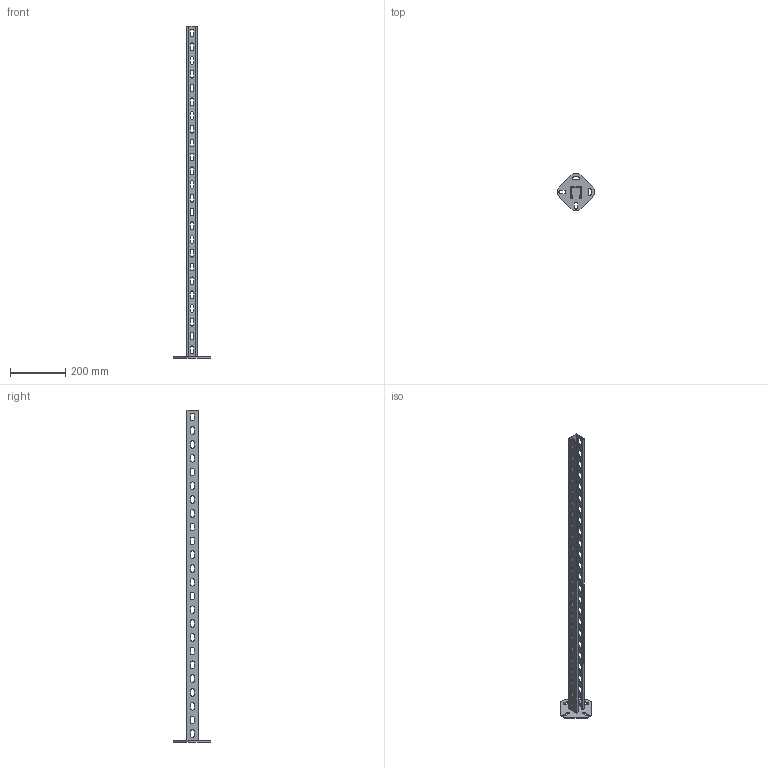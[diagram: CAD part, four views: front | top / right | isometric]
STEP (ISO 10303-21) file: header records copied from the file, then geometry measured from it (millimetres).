
FILE_DESCRIPTION (( 'STEP AP214' ), '1' );
FILE_NAME ('6342800.STEP', '2019-12-02T11:54:54', ( '' ), ( '' ), 'SwSTEP 2.0', 'SolidWorks 2018', '' );
FILE_SCHEMA (( 'AUTOMOTIVE_DESIGN' ));
Length unit declared in the file: millimetre
Products named in the file (3): 6342800; 055764_H=31,5; 026840_L=1200
Assembly tree (2 placements, depth 2):
  6342800
    055764_H=31,5
    026840_L=1200
Bounding box: 134.35 x 134.35 x 1205 mm (x, y, z)
Volume: 407280.5 mm3; surface area: 327443.9 mm2
Topology: 2 solids, 2 shells, 430 faces, 1278 edges, 852 vertices
Faces by surface type: cylinder 226, plane 204
Entity records: 14968 total; most frequent: DIRECTION 2600, CARTESIAN_POINT 2565, ORIENTED_EDGE 2556, EDGE_CURVE 1278, AXIS2_PLACEMENT_3D 887, VERTEX_POINT 852, VECTOR 826, LINE 826
